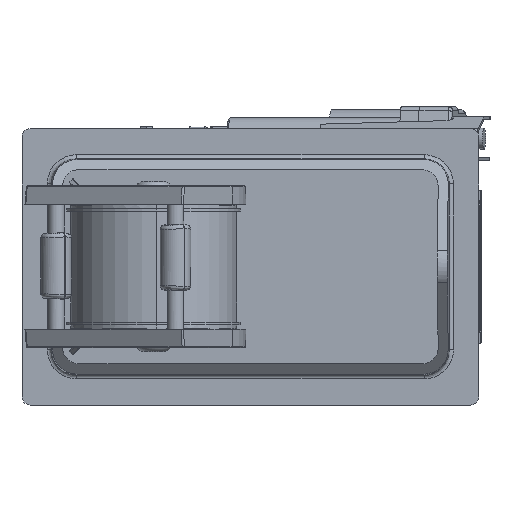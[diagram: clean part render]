
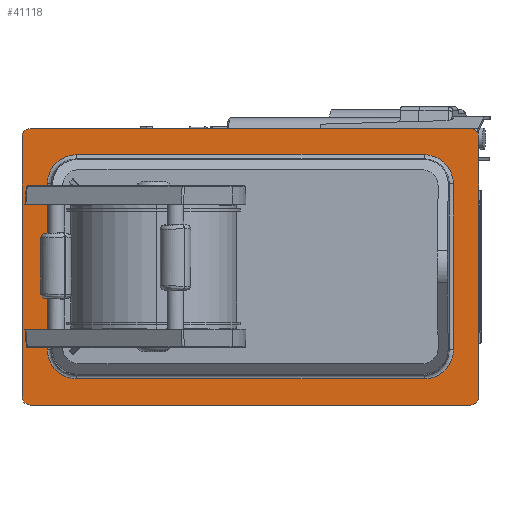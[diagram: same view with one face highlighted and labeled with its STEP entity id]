
A CAD part, front view. The second image highlights one B-rep face of the part: STEP entity #41118.
In plain terms, the highlighted planar face has unit normal (0, -1, 0).
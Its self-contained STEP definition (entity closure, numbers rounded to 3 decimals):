
#348=ELLIPSE('',#44258,35.011,35.);
#349=ELLIPSE('',#44262,35.011,35.);
#350=ELLIPSE('',#44266,35.011,35.);
#351=ELLIPSE('',#44269,35.011,35.);
#2190=FACE_BOUND('',#6384,.T.);
#3858=FACE_OUTER_BOUND('',#6383,.T.);
#6383=EDGE_LOOP('',(#31750,#31751,#31752,#31753,#31754,#31755,#31756,#31757));
#6384=EDGE_LOOP('',(#31758,#31759,#31760,#31761,#31762,#31763,#31764,#31765));
#8302=CIRCLE('',#44213,10.);
#8304=CIRCLE('',#44217,10.);
#8306=CIRCLE('',#44221,10.);
#8308=CIRCLE('',#44225,10.);
#11576=LINE('',#83491,#14093);
#11581=LINE('',#83506,#14098);
#11583=LINE('',#83514,#14100);
#11587=LINE('',#83526,#14104);
#11619=LINE('',#83627,#14136);
#11620=LINE('',#83676,#14137);
#11621=LINE('',#83725,#14138);
#11622=LINE('',#83774,#14139);
#14093=VECTOR('',#51315,313.);
#14098=VECTOR('',#51328,530.);
#14100=VECTOR('',#51338,313.);
#14104=VECTOR('',#51350,530.);
#14136=VECTOR('',#51448,418.838);
#14137=VECTOR('',#51457,199.838);
#14138=VECTOR('',#51466,418.838);
#14139=VECTOR('',#51475,199.838);
#17309=VERTEX_POINT('',#83484);
#17311=VERTEX_POINT('',#83489);
#17312=VERTEX_POINT('',#83493);
#17313=VERTEX_POINT('',#83494);
#17317=VERTEX_POINT('',#83503);
#17318=VERTEX_POINT('',#83511);
#17320=VERTEX_POINT('',#83517);
#17322=VERTEX_POINT('',#83523);
#17358=VERTEX_POINT('',#83623);
#17359=VERTEX_POINT('',#83625);
#17360=VERTEX_POINT('',#83670);
#17361=VERTEX_POINT('',#83674);
#17362=VERTEX_POINT('',#83719);
#17363=VERTEX_POINT('',#83723);
#17364=VERTEX_POINT('',#83768);
#17365=VERTEX_POINT('',#83772);
#22293=EDGE_CURVE('',#17311,#17309,#11576,.T.);
#22294=EDGE_CURVE('',#17312,#17313,#8302,.T.);
#22300=EDGE_CURVE('',#17313,#17317,#11581,.T.);
#22301=EDGE_CURVE('',#17317,#17311,#8304,.T.);
#22304=EDGE_CURVE('',#17318,#17312,#11583,.T.);
#22306=EDGE_CURVE('',#17320,#17318,#8306,.T.);
#22310=EDGE_CURVE('',#17322,#17320,#11587,.T.);
#22312=EDGE_CURVE('',#17309,#17322,#8308,.T.);
#22361=EDGE_CURVE('',#17359,#17358,#11619,.T.);
#22363=EDGE_CURVE('',#17360,#17359,#348,.T.);
#22365=EDGE_CURVE('',#17361,#17360,#11620,.T.);
#22367=EDGE_CURVE('',#17362,#17361,#349,.T.);
#22369=EDGE_CURVE('',#17363,#17362,#11621,.T.);
#22371=EDGE_CURVE('',#17364,#17363,#350,.T.);
#22373=EDGE_CURVE('',#17365,#17364,#11622,.T.);
#22374=EDGE_CURVE('',#17358,#17365,#351,.T.);
#31750=ORIENTED_EDGE('',*,*,#22312,.F.);
#31751=ORIENTED_EDGE('',*,*,#22293,.F.);
#31752=ORIENTED_EDGE('',*,*,#22301,.F.);
#31753=ORIENTED_EDGE('',*,*,#22300,.F.);
#31754=ORIENTED_EDGE('',*,*,#22294,.F.);
#31755=ORIENTED_EDGE('',*,*,#22304,.F.);
#31756=ORIENTED_EDGE('',*,*,#22306,.F.);
#31757=ORIENTED_EDGE('',*,*,#22310,.F.);
#31758=ORIENTED_EDGE('',*,*,#22374,.F.);
#31759=ORIENTED_EDGE('',*,*,#22361,.F.);
#31760=ORIENTED_EDGE('',*,*,#22363,.F.);
#31761=ORIENTED_EDGE('',*,*,#22365,.F.);
#31762=ORIENTED_EDGE('',*,*,#22367,.F.);
#31763=ORIENTED_EDGE('',*,*,#22369,.F.);
#31764=ORIENTED_EDGE('',*,*,#22371,.F.);
#31765=ORIENTED_EDGE('',*,*,#22373,.F.);
#36847=PLANE('',#44295);
#41118=ADVANCED_FACE('',(#3858,#2190),#36847,.T.);
#44213=AXIS2_PLACEMENT_3D('',#83495,#51318,#51319);
#44217=AXIS2_PLACEMENT_3D('',#83508,#51331,#51332);
#44221=AXIS2_PLACEMENT_3D('',#83518,#51342,#51343);
#44225=AXIS2_PLACEMENT_3D('',#83529,#51354,#51355);
#44258=AXIS2_PLACEMENT_3D('',#83672,#51451,#51452);
#44262=AXIS2_PLACEMENT_3D('',#83721,#51460,#51461);
#44266=AXIS2_PLACEMENT_3D('',#83770,#51469,#51470);
#44269=AXIS2_PLACEMENT_3D('',#83817,#51476,#51477);
#44295=AXIS2_PLACEMENT_3D('',#84067,#51542,#51543);
#51315=DIRECTION('',(0.,0.,-1.));
#51318=DIRECTION('center_axis',(0.,1.,0.));
#51319=DIRECTION('ref_axis',(-0.707,0.,0.707));
#51328=DIRECTION('',(1.,0.,0.));
#51331=DIRECTION('center_axis',(0.,1.,0.));
#51332=DIRECTION('ref_axis',(0.707,0.,0.707));
#51338=DIRECTION('',(0.,0.,1.));
#51342=DIRECTION('center_axis',(0.,1.,0.));
#51343=DIRECTION('ref_axis',(-0.707,0.,-0.707));
#51350=DIRECTION('',(-1.,0.,0.));
#51354=DIRECTION('center_axis',(0.,1.,0.));
#51355=DIRECTION('ref_axis',(0.707,0.,-0.707));
#51448=DIRECTION('',(-1.,0.,0.));
#51451=DIRECTION('center_axis',(0.,-1.,0.));
#51452=DIRECTION('ref_axis',(0.707,0.,0.707));
#51457=DIRECTION('',(0.,0.,1.));
#51460=DIRECTION('center_axis',(0.,-1.,0.));
#51461=DIRECTION('ref_axis',(0.707,0.,-0.707));
#51466=DIRECTION('',(1.,0.,0.));
#51469=DIRECTION('center_axis',(0.,-1.,0.));
#51470=DIRECTION('ref_axis',(-0.707,0.,-0.707));
#51475=DIRECTION('',(0.,0.,-1.));
#51476=DIRECTION('center_axis',(0.,-1.,0.));
#51477=DIRECTION('ref_axis',(-0.707,0.,0.707));
#51542=DIRECTION('center_axis',(0.,-1.,0.));
#51543=DIRECTION('ref_axis',(0.,0.,-1.));
#83484=CARTESIAN_POINT('',(-410.515,312.159,-174.384));
#83489=CARTESIAN_POINT('',(-410.515,312.159,138.616));
#83491=CARTESIAN_POINT('',(-410.515,312.159,65.366));
#83493=CARTESIAN_POINT('',(-960.515,312.159,138.616));
#83494=CARTESIAN_POINT('',(-950.515,312.159,148.616));
#83495=CARTESIAN_POINT('Origin',(-950.515,312.159,138.616));
#83503=CARTESIAN_POINT('',(-420.515,312.159,148.616));
#83506=CARTESIAN_POINT('',(-823.015,312.159,148.616));
#83508=CARTESIAN_POINT('Origin',(-420.515,312.159,138.616));
#83511=CARTESIAN_POINT('',(-960.515,312.159,-174.384));
#83514=CARTESIAN_POINT('',(-960.515,312.159,-101.134));
#83517=CARTESIAN_POINT('',(-950.515,312.159,-184.384));
#83518=CARTESIAN_POINT('Origin',(-950.515,312.159,-174.384));
#83523=CARTESIAN_POINT('',(-420.515,312.159,-184.384));
#83526=CARTESIAN_POINT('',(-548.015,312.159,-184.384));
#83529=CARTESIAN_POINT('Origin',(-420.515,312.159,-174.384));
#83623=CARTESIAN_POINT('',(-894.934,312.159,117.03));
#83625=CARTESIAN_POINT('',(-476.096,312.159,117.03));
#83627=CARTESIAN_POINT('',(-565.765,312.159,117.03));
#83670=CARTESIAN_POINT('',(-441.102,312.159,82.035));
#83672=CARTESIAN_POINT('Origin',(-476.107,312.159,82.024));
#83674=CARTESIAN_POINT('',(-441.102,312.159,-117.803));
#83676=CARTESIAN_POINT('',(-441.102,312.159,-82.884));
#83719=CARTESIAN_POINT('',(-476.096,312.159,-152.797));
#83721=CARTESIAN_POINT('Origin',(-476.107,312.159,-117.792));
#83723=CARTESIAN_POINT('',(-894.934,312.159,-152.797));
#83725=CARTESIAN_POINT('',(-805.265,312.159,-152.797));
#83768=CARTESIAN_POINT('',(-929.929,312.159,-117.803));
#83770=CARTESIAN_POINT('Origin',(-894.923,312.159,-117.792));
#83772=CARTESIAN_POINT('',(-929.929,312.159,82.035));
#83774=CARTESIAN_POINT('',(-929.929,312.159,47.116));
#83817=CARTESIAN_POINT('Origin',(-894.923,312.159,82.024));
#84067=CARTESIAN_POINT('Origin',(-685.515,312.159,-17.884));
